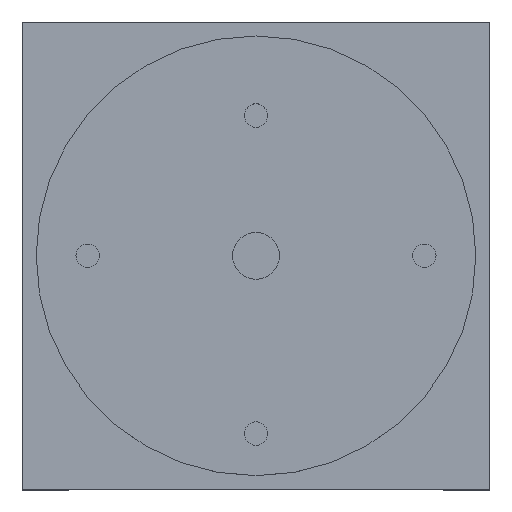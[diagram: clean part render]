
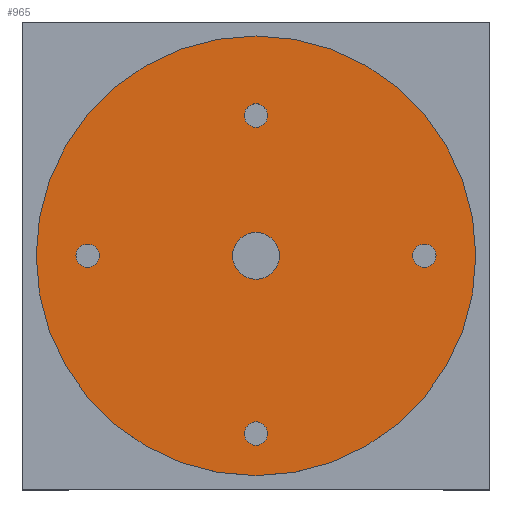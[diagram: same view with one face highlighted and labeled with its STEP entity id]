
A CAD part, top view. The second image highlights one B-rep face of the part: STEP entity #965.
In plain terms, the highlighted planar face has unit normal (0, 0, 1).
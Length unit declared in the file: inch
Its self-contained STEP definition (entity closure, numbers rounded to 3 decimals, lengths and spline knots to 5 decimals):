
#692=CARTESIAN_POINT('',(0.,0.,1.5));
#693=DIRECTION('',(0.,0.,1.));
#694=DIRECTION('',(1.,0.,0.));
#695=AXIS2_PLACEMENT_3D('',#692,#693,#694);
#697=CARTESIAN_POINT('',(0.,0.,1.5));
#698=DIRECTION('',(0.,0.,1.));
#699=DIRECTION('',(-1.,0.,0.));
#700=AXIS2_PLACEMENT_3D('',#697,#698,#699);
#702=CARTESIAN_POINT('',(0.,0.,1.5));
#703=DIRECTION('',(0.,0.,1.));
#704=DIRECTION('',(1.,0.,0.));
#705=AXIS2_PLACEMENT_3D('',#702,#703,#704);
#707=CARTESIAN_POINT('',(0.,0.,1.5));
#708=DIRECTION('',(0.,0.,1.));
#709=DIRECTION('',(-1.,0.,0.));
#710=AXIS2_PLACEMENT_3D('',#707,#708,#709);
#712=CARTESIAN_POINT('',(0.,15.,1.5));
#713=DIRECTION('',(0.,0.,1.));
#714=DIRECTION('',(1.,0.,0.));
#715=AXIS2_PLACEMENT_3D('',#712,#713,#714);
#717=CARTESIAN_POINT('',(0.,15.,1.5));
#718=DIRECTION('',(0.,0.,1.));
#719=DIRECTION('',(-1.,0.,0.));
#720=AXIS2_PLACEMENT_3D('',#717,#718,#719);
#722=CARTESIAN_POINT('',(18.,0.,1.5));
#723=DIRECTION('',(0.,0.,1.));
#724=DIRECTION('',(1.,0.,0.));
#725=AXIS2_PLACEMENT_3D('',#722,#723,#724);
#727=CARTESIAN_POINT('',(18.,0.,1.5));
#728=DIRECTION('',(0.,0.,1.));
#729=DIRECTION('',(-1.,0.,0.));
#730=AXIS2_PLACEMENT_3D('',#727,#728,#729);
#732=CARTESIAN_POINT('',(0.,-19.,1.5));
#733=DIRECTION('',(0.,0.,1.));
#734=DIRECTION('',(1.,0.,0.));
#735=AXIS2_PLACEMENT_3D('',#732,#733,#734);
#737=CARTESIAN_POINT('',(0.,-19.,1.5));
#738=DIRECTION('',(0.,0.,1.));
#739=DIRECTION('',(-1.,0.,0.));
#740=AXIS2_PLACEMENT_3D('',#737,#738,#739);
#742=CARTESIAN_POINT('',(-18.,0.,1.5));
#743=DIRECTION('',(0.,0.,1.));
#744=DIRECTION('',(1.,0.,0.));
#745=AXIS2_PLACEMENT_3D('',#742,#743,#744);
#747=CARTESIAN_POINT('',(-18.,0.,1.5));
#748=DIRECTION('',(0.,0.,1.));
#749=DIRECTION('',(-1.,0.,0.));
#750=AXIS2_PLACEMENT_3D('',#747,#748,#749);
#836=CARTESIAN_POINT('',(23.5,0.,1.5));
#837=CARTESIAN_POINT('',(-23.5,0.,1.5));
#838=VERTEX_POINT('',#836);
#839=VERTEX_POINT('',#837);
#844=CARTESIAN_POINT('',(2.5,0.,1.5));
#845=CARTESIAN_POINT('',(-2.5,0.,1.5));
#846=VERTEX_POINT('',#844);
#847=VERTEX_POINT('',#845);
#864=CARTESIAN_POINT('',(1.25,15.,1.5));
#865=CARTESIAN_POINT('',(-1.25,15.,1.5));
#866=VERTEX_POINT('',#864);
#867=VERTEX_POINT('',#865);
#868=CARTESIAN_POINT('',(19.25,0.,1.5));
#869=CARTESIAN_POINT('',(16.75,0.,1.5));
#870=VERTEX_POINT('',#868);
#871=VERTEX_POINT('',#869);
#872=CARTESIAN_POINT('',(1.25,-19.,1.5));
#873=CARTESIAN_POINT('',(-1.25,-19.,1.5));
#874=VERTEX_POINT('',#872);
#875=VERTEX_POINT('',#873);
#876=CARTESIAN_POINT('',(-16.75,0.,1.5));
#877=CARTESIAN_POINT('',(-19.25,0.,1.5));
#878=VERTEX_POINT('',#876);
#879=VERTEX_POINT('',#877);
#926=CARTESIAN_POINT('',(0.,0.,1.5));
#927=DIRECTION('',(0.,0.,1.));
#928=DIRECTION('',(1.,0.,0.));
#929=AXIS2_PLACEMENT_3D('',#926,#927,#928);
#930=PLANE('',#929);
#931=ORIENTED_EDGE('',*,*,#906,.F.);
#932=ORIENTED_EDGE('',*,*,#920,.F.);
#933=EDGE_LOOP('',(#931,#932));
#934=FACE_OUTER_BOUND('',#933,.F.);
#936=ORIENTED_EDGE('',*,*,#935,.T.);
#938=ORIENTED_EDGE('',*,*,#937,.T.);
#939=EDGE_LOOP('',(#936,#938));
#940=FACE_BOUND('',#939,.F.);
#942=ORIENTED_EDGE('',*,*,#941,.T.);
#944=ORIENTED_EDGE('',*,*,#943,.T.);
#945=EDGE_LOOP('',(#942,#944));
#946=FACE_BOUND('',#945,.F.);
#948=ORIENTED_EDGE('',*,*,#947,.T.);
#950=ORIENTED_EDGE('',*,*,#949,.T.);
#951=EDGE_LOOP('',(#948,#950));
#952=FACE_BOUND('',#951,.F.);
#954=ORIENTED_EDGE('',*,*,#953,.T.);
#956=ORIENTED_EDGE('',*,*,#955,.T.);
#957=EDGE_LOOP('',(#954,#956));
#958=FACE_BOUND('',#957,.F.);
#960=ORIENTED_EDGE('',*,*,#959,.T.);
#962=ORIENTED_EDGE('',*,*,#961,.T.);
#963=EDGE_LOOP('',(#960,#962));
#964=FACE_BOUND('',#963,.F.);
#965=ADVANCED_FACE('',(#934,#940,#946,#952,#958,#964),#930,.T.);
#696=CIRCLE('',#695,23.5);
#701=CIRCLE('',#700,23.5);
#706=CIRCLE('',#705,2.5);
#711=CIRCLE('',#710,2.5);
#716=CIRCLE('',#715,1.25);
#721=CIRCLE('',#720,1.25);
#726=CIRCLE('',#725,1.25);
#731=CIRCLE('',#730,1.25);
#736=CIRCLE('',#735,1.25);
#741=CIRCLE('',#740,1.25);
#746=CIRCLE('',#745,1.25);
#751=CIRCLE('',#750,1.25);
#906=EDGE_CURVE('',#838,#839,#696,.T.);
#920=EDGE_CURVE('',#839,#838,#701,.T.);
#935=EDGE_CURVE('',#846,#847,#706,.T.);
#937=EDGE_CURVE('',#847,#846,#711,.T.);
#941=EDGE_CURVE('',#866,#867,#716,.T.);
#943=EDGE_CURVE('',#867,#866,#721,.T.);
#947=EDGE_CURVE('',#870,#871,#726,.T.);
#949=EDGE_CURVE('',#871,#870,#731,.T.);
#953=EDGE_CURVE('',#874,#875,#736,.T.);
#955=EDGE_CURVE('',#875,#874,#741,.T.);
#959=EDGE_CURVE('',#878,#879,#746,.T.);
#961=EDGE_CURVE('',#879,#878,#751,.T.);
